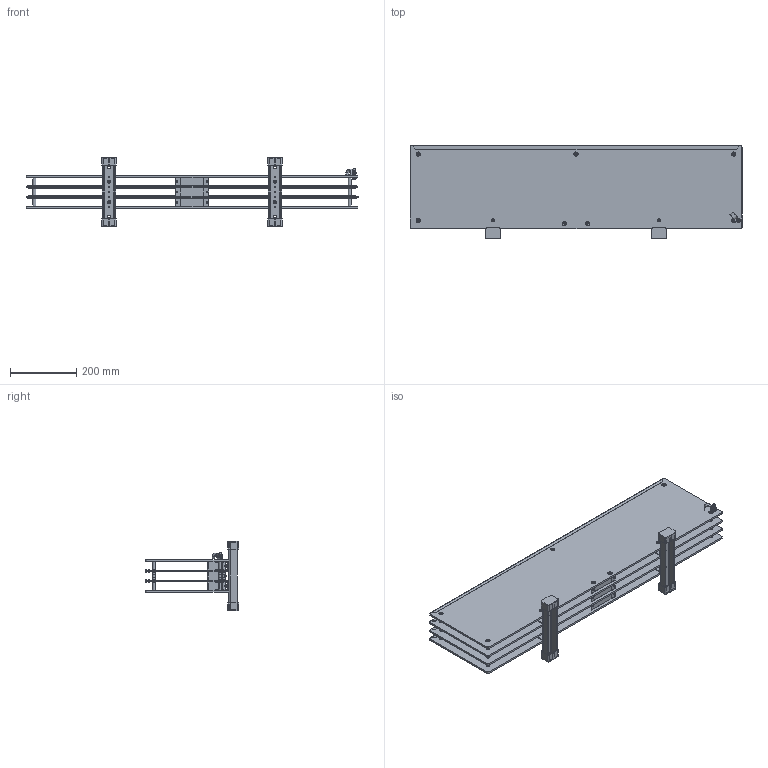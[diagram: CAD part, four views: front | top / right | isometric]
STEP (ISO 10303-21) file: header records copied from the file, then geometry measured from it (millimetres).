
FILE_DESCRIPTION(('STEP AP203'), '1');
FILE_NAME('ÏÈÝÍ-1,6-380-50Ãö-Ò6-4.stp', '2021-12-14T05:10:51', ($), ($), 'ASCON STEP Converter 1.3', 'Kompas 3D', '');
FILE_SCHEMA(('CONFIG_CONTROL_DESIGN','SUPPORT_RESOURCE_SCHEMA'));
Length unit declared in the file: millimetre
Products named in the file (27): 28; 29; 30; 31; 32; 33; 34; 35; 36; 37; 38; 39; 40; 41; 42; 43; 44; 45; 46; 47; 48; 49; 50; 51; 52; 53; 54
Assembly tree (84 placements, depth 3):
  28
    29
    30  x10
    31  x4
    32  x2
    33  x14
    34  x2
    35  x5
    36  x2
    37
    38
    39
      40
      41
      42
    43
      40
      41
      42
    44  x4
    45  x4
    46  x4
    47  x3
    48  x6
    49  x4
    50  x4
    51
    52
    53  x2
    54
Bounding box: 1000 x 281.55 x 210 mm (x, y, z)
Volume: 5798781.8 mm3; surface area: 2515453.2 mm2
Topology: 82 solids, 138 shells, 1567 faces, 3154 edges, 1890 vertices
Faces by surface type: plane 944, cylinder 454, cone 132, sphere 12, torus 9, revolution 8, bspline 8
Full cylindrical faces by diameter (mm): 1 x6, 2 x8, 3 x6, 3.5 x12, 4.8 x8, 4.92 x2, 5 x26, 6 x22, 6.4 x33, 7 x14, 9 x4, 9.4 x8, 10 x21, 11 x14, 12 x4, 14 x1
Entity records: 17846 total; most frequent: CARTESIAN_POINT 2754, DIRECTION 2389, ORIENTED_EDGE 2024, EDGE_CURVE 1012, AXIS2_PLACEMENT_3D 887, VERTEX_POINT 630, LINE 613, VECTOR 613
